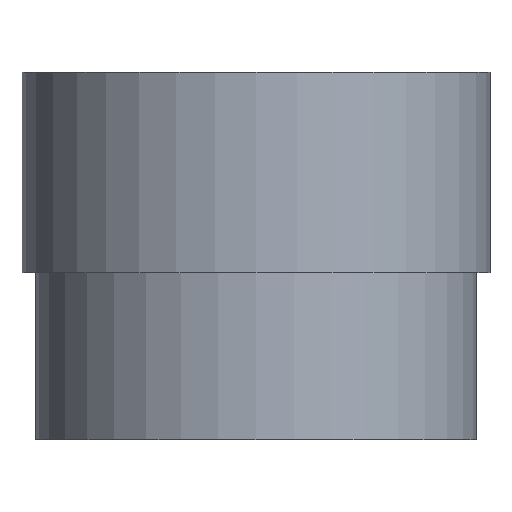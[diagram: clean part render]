
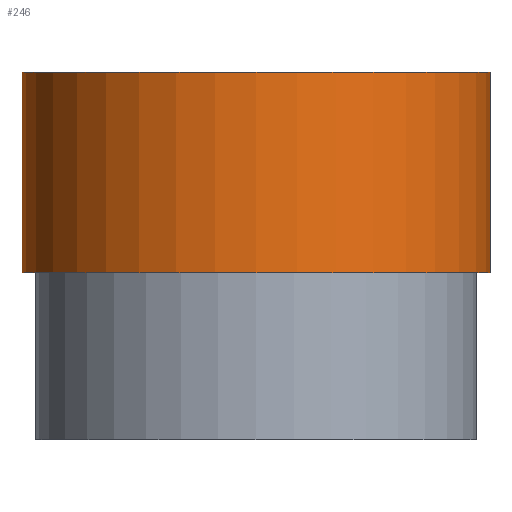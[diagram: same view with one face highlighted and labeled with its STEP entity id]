
A CAD part, front view. The second image highlights one B-rep face of the part: STEP entity #246.
In plain terms, the highlighted cylindrical face has radius 35 mm (diameter 70 mm), a partial arc.
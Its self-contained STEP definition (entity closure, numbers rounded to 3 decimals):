
#6 = CIRCLE ( 'NONE', #230, 35. ) ;
#7 = CARTESIAN_POINT ( 'NONE',  ( 35., 0., 0. ) ) ;
#25 = VERTEX_POINT ( 'NONE', #266 ) ;
#32 = CARTESIAN_POINT ( 'NONE',  ( 35., 0., 30. ) ) ;
#35 = CARTESIAN_POINT ( 'NONE',  ( 35., 0., 30. ) ) ;
#36 = DIRECTION ( 'NONE',  ( 0., 0., 1. ) ) ;
#49 = ORIENTED_EDGE ( 'NONE', *, *, #82, .T. ) ;
#59 = CARTESIAN_POINT ( 'NONE',  ( 0., 0., 30. ) ) ;
#60 = VECTOR ( 'NONE', #231, 1000. ) ;
#76 = DIRECTION ( 'NONE',  ( 0., 0., 1. ) ) ;
#82 = EDGE_CURVE ( 'NONE', #93, #136, #221, .T. ) ;
#84 = CARTESIAN_POINT ( 'NONE',  ( 0., 0., 30. ) ) ;
#92 = ORIENTED_EDGE ( 'NONE', *, *, #316, .F. ) ;
#93 = VERTEX_POINT ( 'NONE', #130 ) ;
#102 = CARTESIAN_POINT ( 'NONE',  ( 0., 0., 0. ) ) ;
#118 = ORIENTED_EDGE ( 'NONE', *, *, #321, .T. ) ;
#130 = CARTESIAN_POINT ( 'NONE',  ( -35., 0., 0. ) ) ;
#136 = VERTEX_POINT ( 'NONE', #7 ) ;
#146 = EDGE_CURVE ( 'NONE', #195, #136, #226, .T. ) ;
#150 = DIRECTION ( 'NONE',  ( 0., 0., -1. ) ) ;
#175 = CYLINDRICAL_SURFACE ( 'NONE', #196, 35. ) ;
#177 = DIRECTION ( 'NONE',  ( 1., 0., 0. ) ) ;
#195 = VERTEX_POINT ( 'NONE', #32 ) ;
#196 = AXIS2_PLACEMENT_3D ( 'NONE', #59, #150, #257 ) ;
#205 = AXIS2_PLACEMENT_3D ( 'NONE', #102, #76, #329 ) ;
#221 = CIRCLE ( 'NONE', #205, 35. ) ;
#226 = LINE ( 'NONE', #35, #298 ) ;
#230 = AXIS2_PLACEMENT_3D ( 'NONE', #84, #36, #177 ) ;
#231 = DIRECTION ( 'NONE',  ( 0., 0., -1. ) ) ;
#246 = ADVANCED_FACE ( 'NONE', ( #305 ), #175, .T. ) ;
#257 = DIRECTION ( 'NONE',  ( -1., 0., 0. ) ) ;
#262 = LINE ( 'NONE', #307, #60 ) ;
#266 = CARTESIAN_POINT ( 'NONE',  ( -35., 0., 30. ) ) ;
#278 = DIRECTION ( 'NONE',  ( 0., 0., -1. ) ) ;
#292 = ORIENTED_EDGE ( 'NONE', *, *, #146, .F. ) ;
#298 = VECTOR ( 'NONE', #278, 1000. ) ;
#305 = FACE_OUTER_BOUND ( 'NONE', #325, .T. ) ;
#307 = CARTESIAN_POINT ( 'NONE',  ( -35., 0., 30. ) ) ;
#316 = EDGE_CURVE ( 'NONE', #25, #195, #6, .T. ) ;
#321 = EDGE_CURVE ( 'NONE', #25, #93, #262, .T. ) ;
#325 = EDGE_LOOP ( 'NONE', ( #292, #92, #118, #49 ) ) ;
#329 = DIRECTION ( 'NONE',  ( 1., 0., 0. ) ) ;
